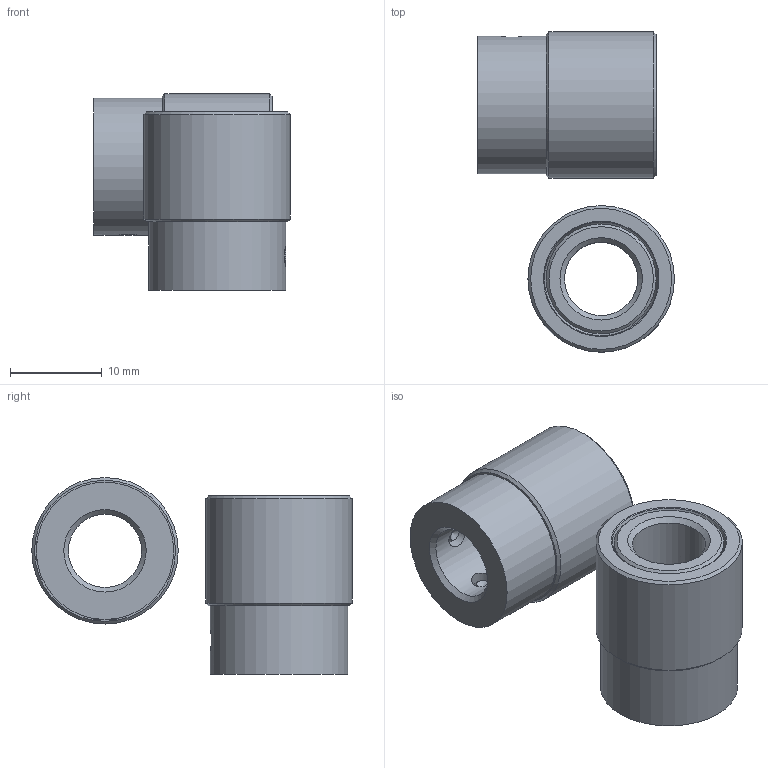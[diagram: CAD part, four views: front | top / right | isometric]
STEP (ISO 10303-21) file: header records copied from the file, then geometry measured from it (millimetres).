
FILE_DESCRIPTION( ( 'STEP AP203' ), '1' );
FILE_NAME( ' ', ' ', ( ' ' ), ( ' ' ), 'PSStep 10.0', ' ', ' ' );
FILE_SCHEMA( ( 'CONFIG_CONTROL_DESIGN' ) );
Length unit declared in the file: millimetre
Products named in the file (9): 1; 2; 3; 4; 5; 6; Assem1; 7; 8
Bounding box: 21.5 x 35 x 21.5 mm (x, y, z)
Volume: 5508.2 mm3; surface area: 5782.2 mm2
Topology: 10 solids, 10 shells, 112 faces, 246 edges, 152 vertices
Faces by surface type: plane 58, cone 34, cylinder 20
Full cylindrical faces by diameter (mm): 2.5 x4, 3 x6, 8 x2, 12 x4, 15 x2, 16 x2
Entity records: 2774 total; most frequent: CARTESIAN_POINT 653, DIRECTION 370, ORIENTED_EDGE 264, EDGE_LOOP 152, AXIS2_PLACEMENT_3D 149, EDGE_CURVE 132, VERTEX_POINT 112, FACE_OUTER_BOUND 106
